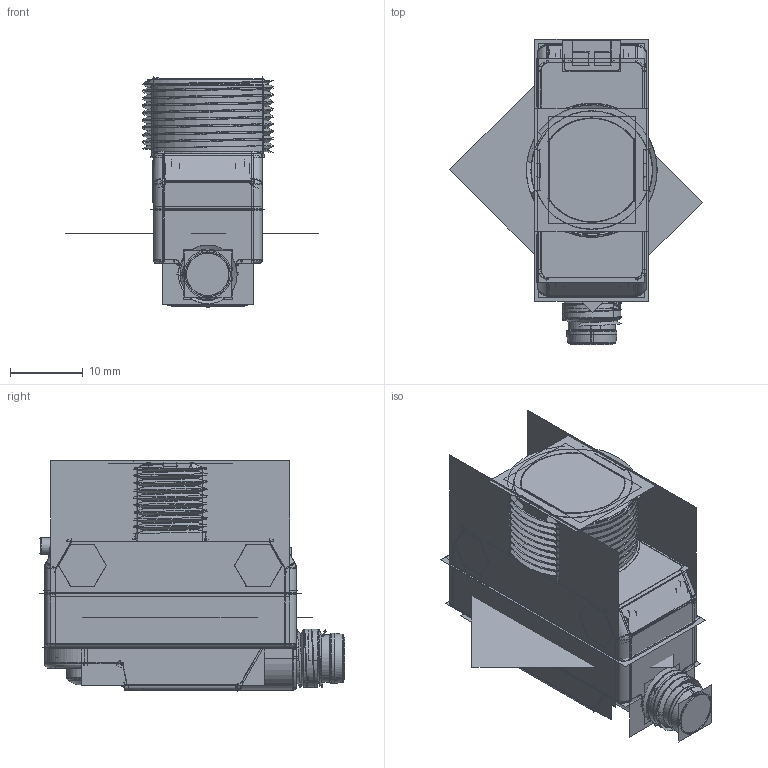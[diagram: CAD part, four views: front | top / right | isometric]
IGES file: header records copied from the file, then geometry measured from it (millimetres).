
Start section:  PTC IGES file: 200054.igs
Global section: file name: 200054.igs; native system: Creo Parametric by PTC Inc.; preprocessor: 2016260; author: pdmadmin; organization: Unknown; date: 20170420.131200; units: millimetre
Bounding box: 34.61 x 41.8 x 31.61 mm (x, y, z)
Volume: 6829 mm3; surface area: 81269 mm2
Topology: 15 solids, 16 shells, 2430 faces, 12134 edges, 15216 vertices
Faces by surface type: bspline 1244, revolution 1186
